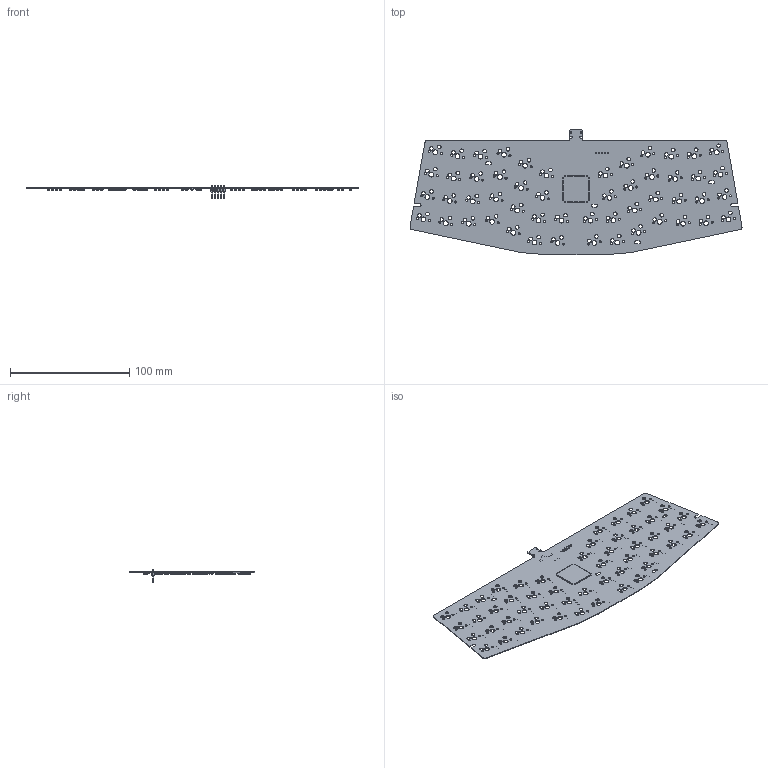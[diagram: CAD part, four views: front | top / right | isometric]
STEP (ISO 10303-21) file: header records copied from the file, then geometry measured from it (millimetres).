
FILE_DESCRIPTION(('KiCad electronic assembly'),'2;1');
FILE_NAME('atreus52_hotswap.step','2022-08-31T08:51:01',('Pcbnew'),( 'Kicad'),'Open CASCADE STEP processor 7.5','KiCad to STEP converter' ,'Unknown');
FILE_SCHEMA(('AUTOMOTIVE_DESIGN { 1 0 10303 214 1 1 1 1 }'));
Length unit declared in the file: millimetre
Products named in the file (14): atreus52_hotswap 1; D_SOD-123; SOLID; SOT-23-6; R_0805_2012Metric; SW_SPST_TL3342; PinHeader_1x05_P2.54mm_Vertical; Fuse_0805_2012Metric; atreus52 PCB
Assembly tree (67 placements, depth 3):
  atreus52_hotswap 1
    D_SOD-123  x52
      SOLID
    SOT-23-6
      SOLID
    R_0805_2012Metric  x4
      SOLID
    SW_SPST_TL3342
      SOLID
    PinHeader_1x05_P2.54mm_Vertical
      SOLID
    Fuse_0805_2012Metric
      SOLID
    atreus52 PCB
Bounding box: 277.87 x 104.99 x 11.54 mm (x, y, z)
Volume: 12852.1 mm3; surface area: 46984.4 mm2
Topology: 61 solids, 62 shells, 4428 faces, 10692 edges, 6457 vertices
Faces by surface type: plane 2175, bspline 1398, cylinder 854, torus 1
Full cylindrical faces by diameter (mm): 0.65 x2, 1 x45, 1.75 x104, 2 x1, 3 x104, 3.988 x52
Entity records: 70498 total; most frequent: CARTESIAN_POINT 13700, DIRECTION 9885, LINE 5604, VECTOR 5604, ORIENTED_EDGE 5064, PCURVE 5064, DEFINITIONAL_REPRESENTATION 5064, EDGE_CURVE 2532
